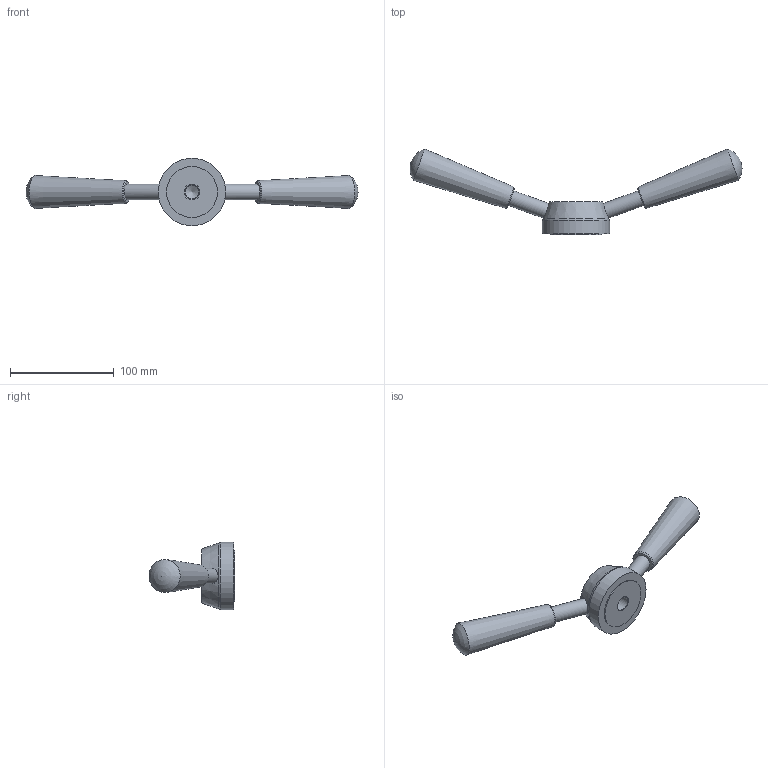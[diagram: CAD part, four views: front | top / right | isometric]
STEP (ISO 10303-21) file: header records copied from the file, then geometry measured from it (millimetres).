
FILE_DESCRIPTION(/* description */ (''),/* implementation_level */ '2;1');
FILE_NAME(/* name */ 'TA160.dxf',/* time_stamp */ '2012-11-23T18:02:25+08:00',/* author */ (''),/* organization */ (''),/* preprocessor_version */ 'ST-DEVELOPER v9',/* originating_system */ 'UGS - NX 4.0',/* authorisation */ '');
FILE_SCHEMA (('CONFIG_CONTROL_DESIGN'));
Length unit declared in the file: millimetre
Products named in the file (1): Admi820Fxqjt
Bounding box: 320.37 x 82.92 x 65.13 mm (x, y, z)
Volume: 218501.8 mm3; surface area: 34308.5 mm2
Topology: 1 solids, 1 shells, 22 faces, 44 edges, 28 vertices
Faces by surface type: cone 8, plane 6, cylinder 6, sphere 2
Full cylindrical faces by diameter (mm): 13.127 x1, 14.127 x1, 15 x2, 49.127 x1, 65.127 x1
Entity records: 552 total; most frequent: CARTESIAN_POINT 100, DIRECTION 84, EDGE_LOOP 42, ORIENTED_EDGE 42, AXIS2_PLACEMENT_3D 42, FACE_BOUND 27, ADVANCED_FACE 22, VERTEX_POINT 22
